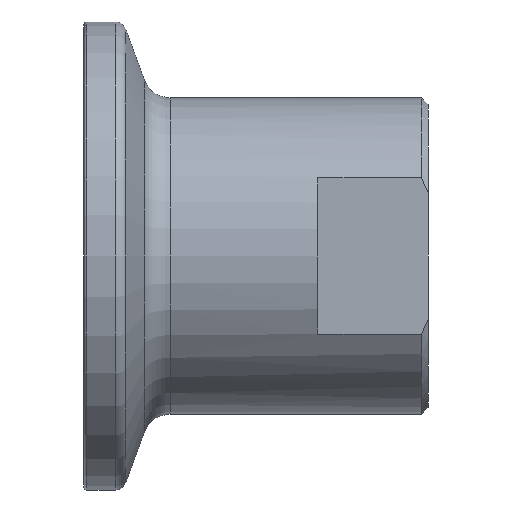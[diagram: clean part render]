
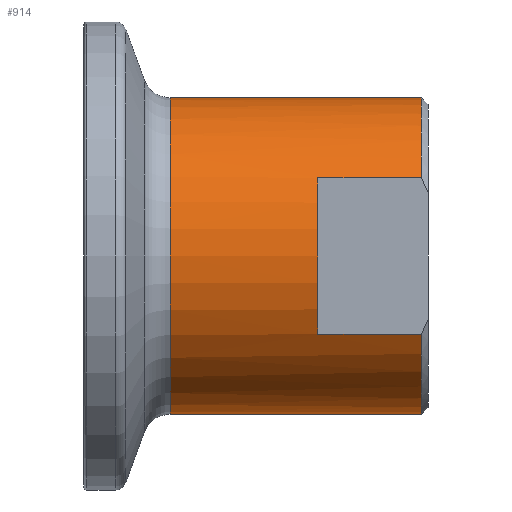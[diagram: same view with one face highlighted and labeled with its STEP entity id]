
A CAD part, front view. The second image highlights one B-rep face of the part: STEP entity #914.
In plain terms, the highlighted cylindrical face has radius 11.5 mm (diameter 23 mm), a partial arc.
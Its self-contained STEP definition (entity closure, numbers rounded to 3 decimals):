
#22 = EDGE_CURVE ( 'NONE', #758, #412, #805, .T. ) ;
#23 = DIRECTION ( 'NONE',  ( -1., 0., 0. ) ) ;
#33 = ORIENTED_EDGE ( 'NONE', *, *, #106, .T. ) ;
#39 = DIRECTION ( 'NONE',  ( -1., 0., 0. ) ) ;
#57 = CARTESIAN_POINT ( 'NONE',  ( 24.5, -10., 5.679 ) ) ;
#79 = VERTEX_POINT ( 'NONE', #57 ) ;
#102 = CARTESIAN_POINT ( 'NONE',  ( 6.252, 0., 11.5 ) ) ;
#106 = EDGE_CURVE ( 'NONE', #173, #79, #1039, .T. ) ;
#126 = DIRECTION ( 'NONE',  ( -1., 0., 0. ) ) ;
#136 = DIRECTION ( 'NONE',  ( 1., 0., 0. ) ) ;
#173 = VERTEX_POINT ( 'NONE', #555 ) ;
#203 = CIRCLE ( 'NONE', #794, 11.5 ) ;
#206 = AXIS2_PLACEMENT_3D ( 'NONE', #278, #859, #252 ) ;
#225 = DIRECTION ( 'NONE',  ( -1., 0., 0. ) ) ;
#238 = AXIS2_PLACEMENT_3D ( 'NONE', #449, #250, #349 ) ;
#250 = DIRECTION ( 'NONE',  ( -1., 0., 0. ) ) ;
#252 = DIRECTION ( 'NONE',  ( 0., 0., 1. ) ) ;
#258 = FACE_OUTER_BOUND ( 'NONE', #576, .T. ) ;
#272 = EDGE_CURVE ( 'NONE', #173, #958, #203, .T. ) ;
#278 = CARTESIAN_POINT ( 'NONE',  ( 24.5, 0., 0. ) ) ;
#283 = VERTEX_POINT ( 'NONE', #939 ) ;
#328 = CARTESIAN_POINT ( 'NONE',  ( 24.5, 0., 0. ) ) ;
#349 = DIRECTION ( 'NONE',  ( 0., 0., 1. ) ) ;
#404 = VECTOR ( 'NONE', #225, 1000. ) ;
#412 = VERTEX_POINT ( 'NONE', #102 ) ;
#449 = CARTESIAN_POINT ( 'NONE',  ( 0., 0., 0. ) ) ;
#455 = EDGE_CURVE ( 'NONE', #79, #758, #963, .T. ) ;
#458 = VECTOR ( 'NONE', #126, 1000. ) ;
#489 = CARTESIAN_POINT ( 'NONE',  ( 6.252, 0., 0. ) ) ;
#502 = CIRCLE ( 'NONE', #673, 11.5 ) ;
#506 = CARTESIAN_POINT ( 'NONE',  ( 24.5, 0., -11.5 ) ) ;
#525 = DIRECTION ( 'NONE',  ( 0., 0., 1. ) ) ;
#550 = CARTESIAN_POINT ( 'NONE',  ( 17., -10., -5.679 ) ) ;
#555 = CARTESIAN_POINT ( 'NONE',  ( 17., -10., 5.679 ) ) ;
#559 = CYLINDRICAL_SURFACE ( 'NONE', #238, 11.5 ) ;
#568 = EDGE_CURVE ( 'NONE', #283, #412, #502, .T. ) ;
#576 = EDGE_LOOP ( 'NONE', ( #1140, #735, #935, #852, #33, #1206, #978, #720 ) ) ;
#620 = CARTESIAN_POINT ( 'NONE',  ( 17., 0., 0. ) ) ;
#651 = CARTESIAN_POINT ( 'NONE',  ( 0., -10., 5.679 ) ) ;
#673 = AXIS2_PLACEMENT_3D ( 'NONE', #489, #23, #883 ) ;
#685 = EDGE_CURVE ( 'NONE', #1060, #283, #1209, .T. ) ;
#711 = DIRECTION ( 'NONE',  ( 0., 0., -1. ) ) ;
#713 = LINE ( 'NONE', #1103, #404 ) ;
#720 = ORIENTED_EDGE ( 'NONE', *, *, #568, .F. ) ;
#725 = DIRECTION ( 'NONE',  ( 1., 0., 0. ) ) ;
#735 = ORIENTED_EDGE ( 'NONE', *, *, #895, .T. ) ;
#758 = VERTEX_POINT ( 'NONE', #1035 ) ;
#794 = AXIS2_PLACEMENT_3D ( 'NONE', #620, #136, #711 ) ;
#805 = LINE ( 'NONE', #1003, #458 ) ;
#808 = CARTESIAN_POINT ( 'NONE',  ( 0., 0., -11.5 ) ) ;
#820 = AXIS2_PLACEMENT_3D ( 'NONE', #328, #838, #525 ) ;
#838 = DIRECTION ( 'NONE',  ( -1., 0., 0. ) ) ;
#852 = ORIENTED_EDGE ( 'NONE', *, *, #272, .F. ) ;
#859 = DIRECTION ( 'NONE',  ( -1., 0., 0. ) ) ;
#882 = VECTOR ( 'NONE', #39, 1000. ) ;
#883 = DIRECTION ( 'NONE',  ( 0., 0., 1. ) ) ;
#895 = EDGE_CURVE ( 'NONE', #1060, #950, #1220, .T. ) ;
#914 = ADVANCED_FACE ( 'NONE', ( #258 ), #559, .T. ) ;
#935 = ORIENTED_EDGE ( 'NONE', *, *, #1168, .T. ) ;
#939 = CARTESIAN_POINT ( 'NONE',  ( 6.252, 0., -11.5 ) ) ;
#950 = VERTEX_POINT ( 'NONE', #953 ) ;
#953 = CARTESIAN_POINT ( 'NONE',  ( 24.5, -10., -5.679 ) ) ;
#958 = VERTEX_POINT ( 'NONE', #550 ) ;
#963 = CIRCLE ( 'NONE', #206, 11.5 ) ;
#978 = ORIENTED_EDGE ( 'NONE', *, *, #22, .T. ) ;
#1003 = CARTESIAN_POINT ( 'NONE',  ( 0., 0., 11.5 ) ) ;
#1035 = CARTESIAN_POINT ( 'NONE',  ( 24.5, 0., 11.5 ) ) ;
#1039 = LINE ( 'NONE', #651, #1181 ) ;
#1060 = VERTEX_POINT ( 'NONE', #506 ) ;
#1103 = CARTESIAN_POINT ( 'NONE',  ( 0., -10., -5.679 ) ) ;
#1140 = ORIENTED_EDGE ( 'NONE', *, *, #685, .F. ) ;
#1168 = EDGE_CURVE ( 'NONE', #950, #958, #713, .T. ) ;
#1181 = VECTOR ( 'NONE', #725, 1000. ) ;
#1206 = ORIENTED_EDGE ( 'NONE', *, *, #455, .T. ) ;
#1209 = LINE ( 'NONE', #808, #882 ) ;
#1220 = CIRCLE ( 'NONE', #820, 11.5 ) ;
